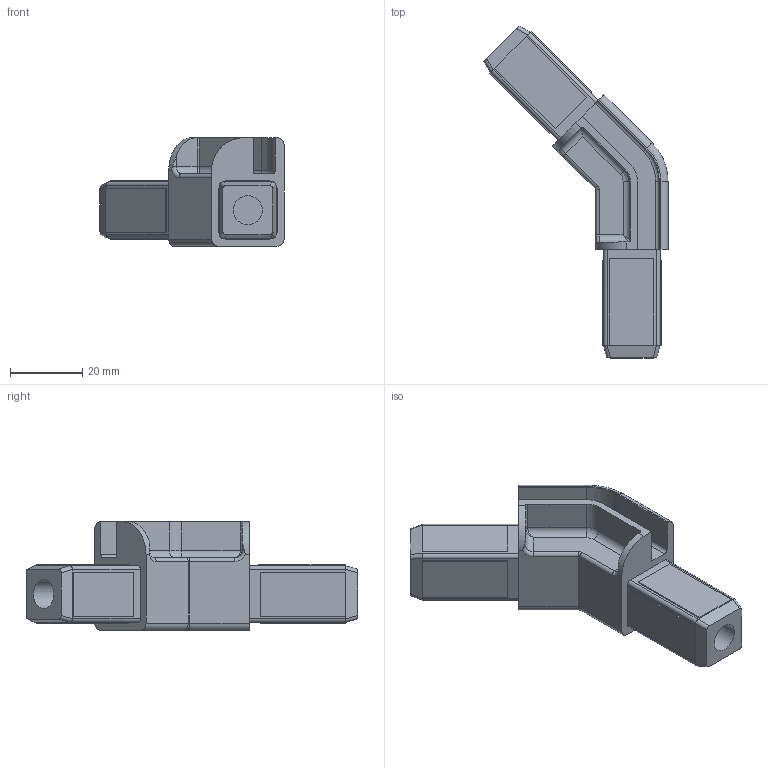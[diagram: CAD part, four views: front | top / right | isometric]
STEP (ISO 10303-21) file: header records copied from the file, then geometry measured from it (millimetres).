
FILE_DESCRIPTION(('STEP AP203'),'2;1');
FILE_NAME('XF30006G.stp','2011-02-02T12:37:23',(''),(''),'2009.3.110','THINKDESIGN','');
FILE_SCHEMA(('CONFIG_CONTROL_DESIGN'));
Length unit declared in the file: millimetre
Bounding box: 50.81 x 91.65 x 30 mm (x, y, z)
Volume: 30868.9 mm3; surface area: 11302.7 mm2
Topology: 1 solids, 1 shells, 132 faces, 346 edges, 218 vertices
Faces by surface type: plane 75, cylinder 43, bspline 14
Full cylindrical faces by diameter (mm): 8 x2
Entity records: 4765 total; most frequent: CARTESIAN_POINT 1472, ORIENTED_EDGE 688, DIRECTION 632, EDGE_CURVE 344, VECTOR 228, LINE 228, VERTEX_POINT 218, AXIS2_PLACEMENT_3D 202
